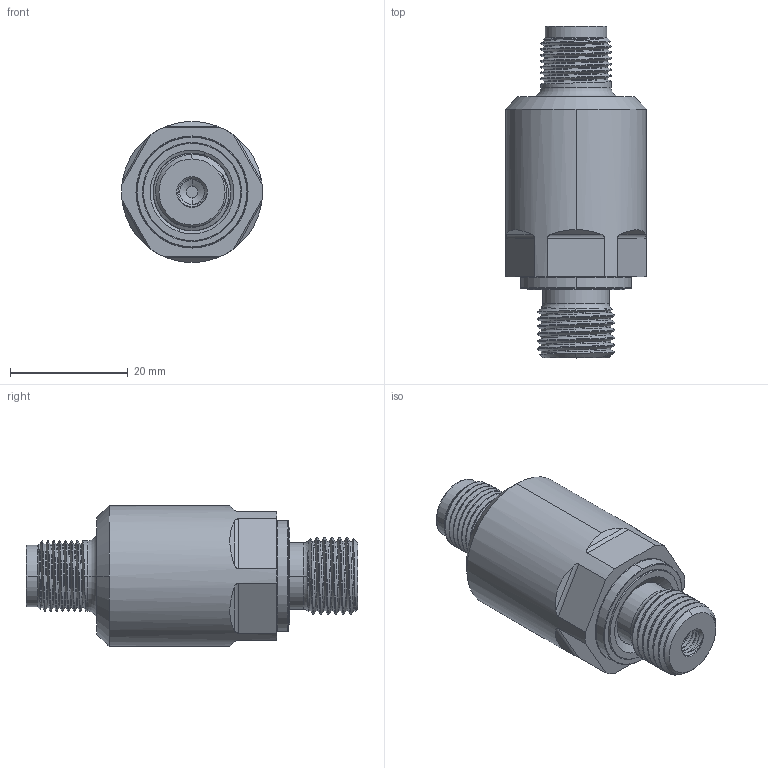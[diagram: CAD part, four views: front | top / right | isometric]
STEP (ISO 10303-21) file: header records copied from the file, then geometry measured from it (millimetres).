
FILE_DESCRIPTION (( 'STEP AP214' ), '1' );
FILE_NAME ('5-30-1105-010010.STEP', '2022-11-03T09:48:02', ( '' ), ( '' ), 'SwSTEP 2.0', 'SolidWorks 2020', '' );
FILE_SCHEMA (( 'AUTOMOTIVE_DESIGN' ));
Length unit declared in the file: millimetre
Products named in the file (1): 5-30-1105-010010
Bounding box: 23.9 x 56.3 x 23.9 mm (x, y, z)
Volume: 15705 mm3; surface area: 5392 mm2
Topology: 2 solids, 5 shells, 228 faces, 563 edges, 356 vertices
Faces by surface type: cylinder 99, plane 52, torus 35, cone 23, bspline 19
Entity records: 15097 total; most frequent: CARTESIAN_POINT 7655, ORIENTED_EDGE 1126, DIRECTION 996, EDGE_CURVE 563, AXIS2_PLACEMENT_3D 401, VERTEX_POINT 356, EDGE_LOOP 241, FACE_OUTER_BOUND 228
